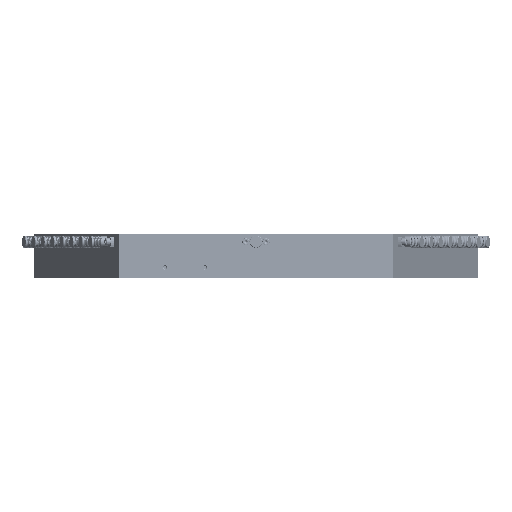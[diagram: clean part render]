
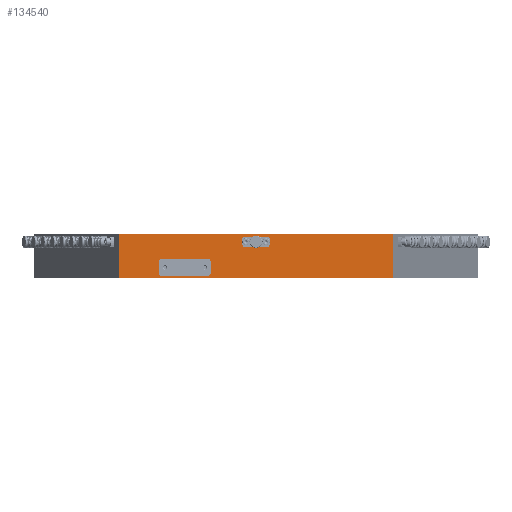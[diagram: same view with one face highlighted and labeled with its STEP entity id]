
A CAD part, front view. The second image highlights one B-rep face of the part: STEP entity #134540.
In plain terms, the highlighted planar face has unit normal (0, -1, 0).
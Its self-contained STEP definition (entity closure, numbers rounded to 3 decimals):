
#396 = ORIENTED_EDGE ( 'NONE', *, *, #43128, .T. ) ;
#637 = CARTESIAN_POINT ( 'NONE',  ( 2905.067, 62.509, 0. ) ) ;
#2826 = CARTESIAN_POINT ( 'NONE',  ( 3030.066, 62.509, -40. ) ) ;
#6462 = VECTOR ( 'NONE', #23525, 1000. ) ;
#8363 = VERTEX_POINT ( 'NONE', #159601 ) ;
#8950 = LINE ( 'NONE', #135941, #6462 ) ;
#9134 = PLANE ( 'NONE',  #183345 ) ;
#13367 = CARTESIAN_POINT ( 'NONE',  ( 3065.636, 62.509, -20. ) ) ;
#14592 = CARTESIAN_POINT ( 'NONE',  ( 2905.067, 62.509, -20. ) ) ;
#23525 = DIRECTION ( 'NONE',  ( 0., 0., 1. ) ) ;
#28628 = B_SPLINE_CURVE_WITH_KNOTS ( 'NONE', 3,
 ( #637, #29960, #60456, #110844 ),
 .UNSPECIFIED., .F., .F.,
 ( 4, 4 ),
 ( 0., 1. ),
 .UNSPECIFIED. ) ;
#29960 = CARTESIAN_POINT ( 'NONE',  ( 2946.734, 62.509, 0. ) ) ;
#43128 = EDGE_CURVE ( 'NONE', #125058, #150089, #157221, .T. ) ;
#44580 = CARTESIAN_POINT ( 'NONE',  ( 3030.066, 62.509, -20. ) ) ;
#48953 = LINE ( 'NONE', #2826, #114988 ) ;
#51034 = VECTOR ( 'NONE', #77366, 1000. ) ;
#54153 = CARTESIAN_POINT ( 'NONE',  ( 2905.067, 62.509, -40. ) ) ;
#60456 = CARTESIAN_POINT ( 'NONE',  ( 2988.4, 62.509, 0. ) ) ;
#66890 = ORIENTED_EDGE ( 'NONE', *, *, #115044, .F. ) ;
#77366 = DIRECTION ( 'NONE',  ( 1., 0., 0. ) ) ;
#110844 = CARTESIAN_POINT ( 'NONE',  ( 3030.066, 62.509, 0. ) ) ;
#114988 = VECTOR ( 'NONE', #192887, 1000. ) ;
#115044 = EDGE_CURVE ( 'NONE', #125058, #154949, #8950, .T. ) ;
#122453 = DIRECTION ( 'NONE',  ( -1., 0., 0. ) ) ;
#123586 = EDGE_CURVE ( 'NONE', #154949, #8363, #28628, .T. ) ;
#125058 = VERTEX_POINT ( 'NONE', #14592 ) ;
#134504 = ORIENTED_EDGE ( 'NONE', *, *, #164042, .T. ) ;
#134540 = ADVANCED_FACE ( 'NONE', ( #150829 ), #9134, .T. ) ;
#135941 = CARTESIAN_POINT ( 'NONE',  ( 2905.067, 62.509, -40. ) ) ;
#150089 = VERTEX_POINT ( 'NONE', #44580 ) ;
#150829 = FACE_OUTER_BOUND ( 'NONE', #187031, .T. ) ;
#154949 = VERTEX_POINT ( 'NONE', #203930 ) ;
#157221 = LINE ( 'NONE', #13367, #51034 ) ;
#159601 = CARTESIAN_POINT ( 'NONE',  ( 3030.066, 62.509, 0. ) ) ;
#164042 = EDGE_CURVE ( 'NONE', #150089, #8363, #48953, .T. ) ;
#183345 = AXIS2_PLACEMENT_3D ( 'NONE', #54153, #185458, #122453 ) ;
#185458 = DIRECTION ( 'NONE',  ( 0., -1., 0. ) ) ;
#185776 = ORIENTED_EDGE ( 'NONE', *, *, #123586, .F. ) ;
#187031 = EDGE_LOOP ( 'NONE', ( #185776, #66890, #396, #134504 ) ) ;
#192887 = DIRECTION ( 'NONE',  ( 0., 0., 1. ) ) ;
#203930 = CARTESIAN_POINT ( 'NONE',  ( 2905.067, 62.509, 0. ) ) ;
